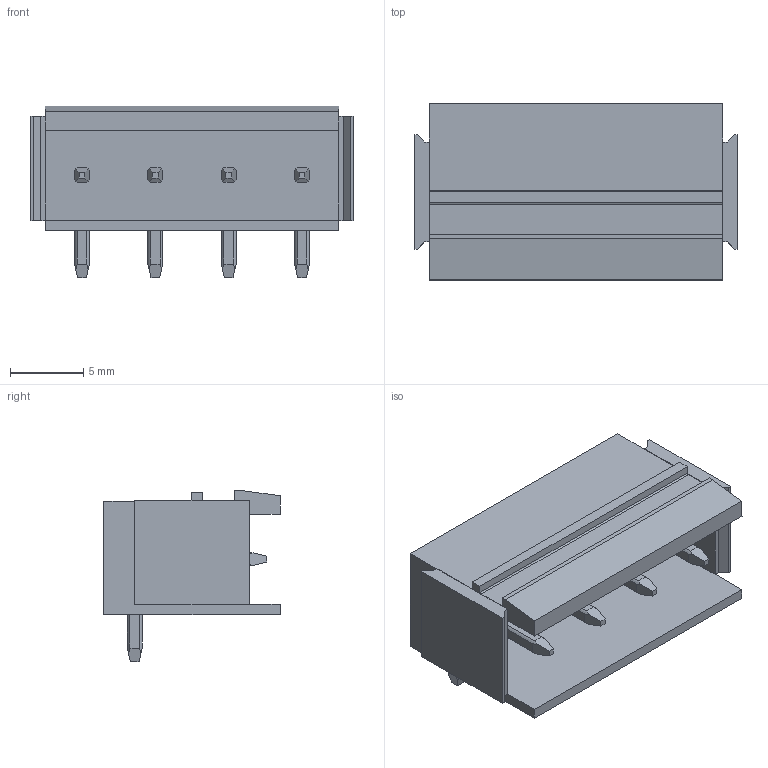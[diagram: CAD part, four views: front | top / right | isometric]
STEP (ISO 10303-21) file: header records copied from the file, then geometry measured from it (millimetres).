
FILE_DESCRIPTION(('CATIA V5 STEP Exchange','CAx-IF Rec.Pracs.--- Model Styling and Organization---1.4--- 2014-01-23'),'2;1');
FILE_NAME ('D1487412_0_1952200000_1952200000.stp','2021-05-17T07:56:11+00:00',('none'),('Weidmueller'),'CATIA Version 5-6 Release 2016 SP3 HF44','CATIA V5 STEP AP214','none');
FILE_SCHEMA(('AUTOMOTIVE_DESIGN { 1 0 10303 214 1 1 1 1 }'));
Length unit declared in the file: millimetre
Products named in the file (1): 1952200000
Bounding box: 22 x 12 x 11.7 mm (x, y, z)
Volume: 998.2 mm3; surface area: 1782.8 mm2
Topology: 5 solids, 5 shells, 199 faces, 523 edges, 334 vertices
Faces by surface type: plane 133, cylinder 66
Entity records: 6109 total; most frequent: CARTESIAN_POINT 1340, ORIENTED_EDGE 1046, DIRECTION 735, EDGE_CURVE 523, VECTOR 387, LINE 387, VERTEX_POINT 334, EDGE_LOOP 207
